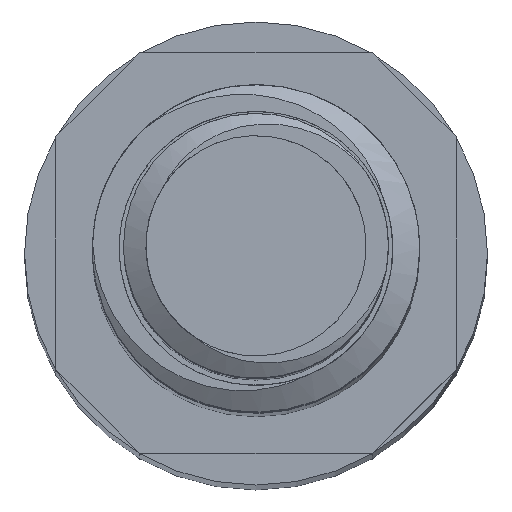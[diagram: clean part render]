
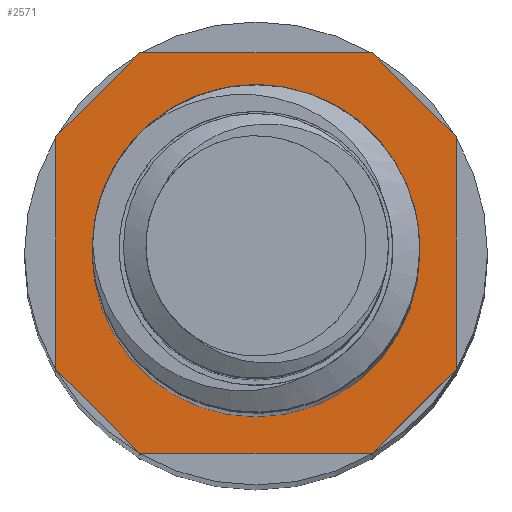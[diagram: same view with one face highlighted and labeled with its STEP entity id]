
A CAD part, top view. The second image highlights one B-rep face of the part: STEP entity #2571.
In plain terms, the highlighted planar face has unit normal (0, 0, 1).
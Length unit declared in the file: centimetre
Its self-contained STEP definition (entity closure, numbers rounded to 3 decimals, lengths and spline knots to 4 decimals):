
#100 = VERTEX_POINT ( 'NONE', #697 ) ;
#158 = CARTESIAN_POINT ( 'NONE',  ( 0.3521, -0.605, 5.1 ) ) ;
#405 = CARTESIAN_POINT ( 'NONE',  ( 0.605, 0.3521, 5.1 ) ) ;
#448 = LINE ( 'NONE', #3632, #12987 ) ;
#540 = EDGE_CURVE ( 'NONE', #5758, #100, #1634, .T. ) ;
#697 = CARTESIAN_POINT ( 'NONE',  ( -0.605, 0.3521, 5.1 ) ) ;
#1036 = VERTEX_POINT ( 'NONE', #158 ) ;
#1088 = AXIS2_PLACEMENT_3D ( 'NONE', #4411, #6409, #5580 ) ;
#1238 = DIRECTION ( 'NONE',  ( -0.707, 0.707, 0. ) ) ;
#1274 = ORIENTED_EDGE ( 'NONE', *, *, #3856, .T. ) ;
#1296 = ORIENTED_EDGE ( 'NONE', *, *, #12061, .T. ) ;
#1345 = CARTESIAN_POINT ( 'NONE',  ( -0.605, -0.3521, 5.1 ) ) ;
#1425 = AXIS2_PLACEMENT_3D ( 'NONE', #13180, #7942, #4761 ) ;
#1439 = CARTESIAN_POINT ( 'NONE',  ( -0.495, 0., 5.1 ) ) ;
#1468 = LINE ( 'NONE', #5677, #12331 ) ;
#1634 = LINE ( 'NONE', #6875, #7372 ) ;
#1658 = FACE_BOUND ( 'NONE', #12904, .T. ) ;
#2014 = CARTESIAN_POINT ( 'NONE',  ( 0., 0., 5.1 ) ) ;
#2571 = ADVANCED_FACE ( 'NONE', ( #1658, #9790 ), #6832, .F. ) ;
#2694 = DIRECTION ( 'NONE',  ( 0., 1., 0. ) ) ;
#2725 = VERTEX_POINT ( 'NONE', #405 ) ;
#2918 = CARTESIAN_POINT ( 'NONE',  ( -0.3521, 0.605, 5.1 ) ) ;
#3007 = ORIENTED_EDGE ( 'NONE', *, *, #9813, .T. ) ;
#3192 = ORIENTED_EDGE ( 'NONE', *, *, #7407, .T. ) ;
#3313 = LINE ( 'NONE', #10694, #3388 ) ;
#3388 = VECTOR ( 'NONE', #1238, 100. ) ;
#3409 = ORIENTED_EDGE ( 'NONE', *, *, #13041, .T. ) ;
#3632 = CARTESIAN_POINT ( 'NONE',  ( -0.3521, -0.605, 5.1 ) ) ;
#3698 = DIRECTION ( 'NONE',  ( 0.707, -0.707, 0. ) ) ;
#3756 = DIRECTION ( 'NONE',  ( 0.707, 0.707, 0. ) ) ;
#3856 = EDGE_CURVE ( 'NONE', #2725, #5415, #3313, .T. ) ;
#4411 = CARTESIAN_POINT ( 'NONE',  ( 0., 0., 5.1 ) ) ;
#4468 = VECTOR ( 'NONE', #3756, 100. ) ;
#4675 = LINE ( 'NONE', #12891, #8876 ) ;
#4761 = DIRECTION ( 'NONE',  ( -1., 0., 0. ) ) ;
#4763 = VECTOR ( 'NONE', #2694, 100. ) ;
#4791 = LINE ( 'NONE', #13211, #4468 ) ;
#4810 = VERTEX_POINT ( 'NONE', #1439 ) ;
#5415 = VERTEX_POINT ( 'NONE', #6385 ) ;
#5481 = VERTEX_POINT ( 'NONE', #1345 ) ;
#5580 = DIRECTION ( 'NONE',  ( -1., 0., 0. ) ) ;
#5677 = CARTESIAN_POINT ( 'NONE',  ( -0.605, -0.3521, 5.1 ) ) ;
#5699 = DIRECTION ( 'NONE',  ( -0.707, -0.707, 0. ) ) ;
#5758 = VERTEX_POINT ( 'NONE', #9778 ) ;
#5950 = EDGE_CURVE ( 'NONE', #6657, #1036, #4675, .T. ) ;
#6216 = DIRECTION ( 'NONE',  ( 0., 0., -1. ) ) ;
#6330 = EDGE_CURVE ( 'NONE', #5415, #5758, #7258, .T. ) ;
#6385 = CARTESIAN_POINT ( 'NONE',  ( 0.3521, 0.605, 5.1 ) ) ;
#6409 = DIRECTION ( 'NONE',  ( 0., 0., -1. ) ) ;
#6548 = VECTOR ( 'NONE', #11463, 100. ) ;
#6638 = ORIENTED_EDGE ( 'NONE', *, *, #5950, .T. ) ;
#6657 = VERTEX_POINT ( 'NONE', #6782 ) ;
#6665 = AXIS2_PLACEMENT_3D ( 'NONE', #2014, #6216, #12642 ) ;
#6782 = CARTESIAN_POINT ( 'NONE',  ( -0.3521, -0.605, 5.1 ) ) ;
#6832 = PLANE ( 'NONE',  #1425 ) ;
#6875 = CARTESIAN_POINT ( 'NONE',  ( -0.605, 0.3521, 5.1 ) ) ;
#6931 = ORIENTED_EDGE ( 'NONE', *, *, #6330, .T. ) ;
#7258 = LINE ( 'NONE', #2918, #6548 ) ;
#7372 = VECTOR ( 'NONE', #5699, 100. ) ;
#7407 = EDGE_CURVE ( 'NONE', #4810, #13213, #13648, .T. ) ;
#7470 = ORIENTED_EDGE ( 'NONE', *, *, #540, .T. ) ;
#7665 = EDGE_CURVE ( 'NONE', #5481, #6657, #448, .T. ) ;
#7725 = ORIENTED_EDGE ( 'NONE', *, *, #7665, .T. ) ;
#7942 = DIRECTION ( 'NONE',  ( 0., 0., -1. ) ) ;
#8299 = VERTEX_POINT ( 'NONE', #9955 ) ;
#8876 = VECTOR ( 'NONE', #8895, 100. ) ;
#8895 = DIRECTION ( 'NONE',  ( 1., 0., 0. ) ) ;
#8911 = LINE ( 'NONE', #11175, #4763 ) ;
#9319 = CIRCLE ( 'NONE', #6665, 0.495 ) ;
#9778 = CARTESIAN_POINT ( 'NONE',  ( -0.3521, 0.605, 5.1 ) ) ;
#9790 = FACE_OUTER_BOUND ( 'NONE', #13367, .T. ) ;
#9813 = EDGE_CURVE ( 'NONE', #8299, #2725, #8911, .T. ) ;
#9955 = CARTESIAN_POINT ( 'NONE',  ( 0.605, -0.3521, 5.1 ) ) ;
#10694 = CARTESIAN_POINT ( 'NONE',  ( 0.3521, 0.605, 5.1 ) ) ;
#11175 = CARTESIAN_POINT ( 'NONE',  ( 0.605, -0.3521, 5.1 ) ) ;
#11463 = DIRECTION ( 'NONE',  ( -1., 0., 0. ) ) ;
#12036 = DIRECTION ( 'NONE',  ( 0., -1., 0. ) ) ;
#12061 = EDGE_CURVE ( 'NONE', #100, #5481, #1468, .T. ) ;
#12331 = VECTOR ( 'NONE', #12036, 100. ) ;
#12642 = DIRECTION ( 'NONE',  ( -1., 0., 0. ) ) ;
#12891 = CARTESIAN_POINT ( 'NONE',  ( -0.3521, -0.605, 5.1 ) ) ;
#12904 = EDGE_LOOP ( 'NONE', ( #3192, #3409 ) ) ;
#12940 = EDGE_CURVE ( 'NONE', #1036, #8299, #4791, .T. ) ;
#12979 = CARTESIAN_POINT ( 'NONE',  ( 0.495, 0., 5.1 ) ) ;
#12987 = VECTOR ( 'NONE', #3698, 100. ) ;
#13026 = ORIENTED_EDGE ( 'NONE', *, *, #12940, .T. ) ;
#13041 = EDGE_CURVE ( 'NONE', #13213, #4810, #9319, .T. ) ;
#13180 = CARTESIAN_POINT ( 'NONE',  ( 0., 0., 5.1 ) ) ;
#13211 = CARTESIAN_POINT ( 'NONE',  ( 0.605, -0.3521, 5.1 ) ) ;
#13213 = VERTEX_POINT ( 'NONE', #12979 ) ;
#13367 = EDGE_LOOP ( 'NONE', ( #7470, #1296, #7725, #6638, #13026, #3007, #1274, #6931 ) ) ;
#13648 = CIRCLE ( 'NONE', #1088, 0.495 ) ;
